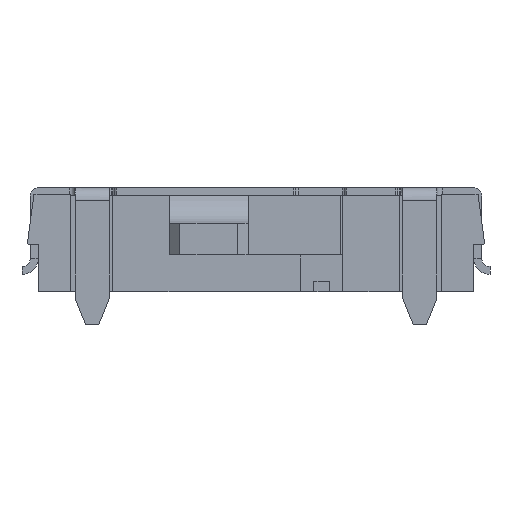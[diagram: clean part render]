
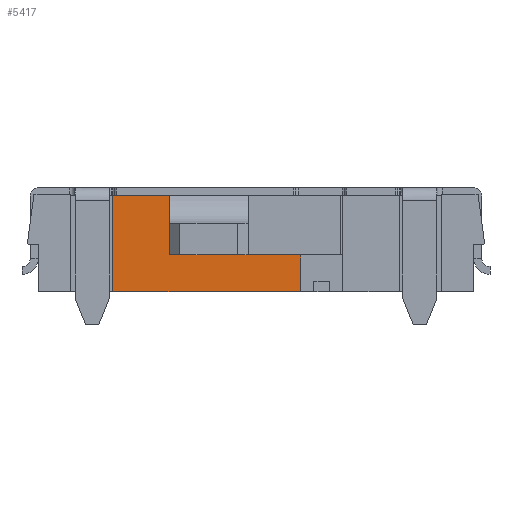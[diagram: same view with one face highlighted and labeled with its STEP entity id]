
A CAD part, front view. The second image highlights one B-rep face of the part: STEP entity #5417.
In plain terms, the highlighted planar face has unit normal (0, -1, 0).
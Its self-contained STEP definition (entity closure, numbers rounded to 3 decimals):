
#2 = LINE ( 'NONE', #12149, #1064 ) ;
#82 = VECTOR ( 'NONE', #7770, 1000. ) ;
#453 = CARTESIAN_POINT ( 'NONE',  ( -2.725, -1.5, 0. ) ) ;
#1064 = VECTOR ( 'NONE', #5206, 1000. ) ;
#1949 = EDGE_CURVE ( 'NONE', #11686, #13857, #7674, .T. ) ;
#2331 = VERTEX_POINT ( 'NONE', #14542 ) ;
#2633 = ORIENTED_EDGE ( 'NONE', *, *, #5591, .T. ) ;
#2672 = DIRECTION ( 'NONE',  ( -1., 0., 0. ) ) ;
#3177 = EDGE_CURVE ( 'NONE', #9558, #13857, #9115, .T. ) ;
#3555 = VECTOR ( 'NONE', #2672, 1000. ) ;
#3588 = EDGE_CURVE ( 'NONE', #17229, #11686, #6985, .T. ) ;
#4430 = PLANE ( 'NONE',  #15919 ) ;
#5068 = DIRECTION ( 'NONE',  ( -1., 0., 0. ) ) ;
#5206 = DIRECTION ( 'NONE',  ( 0., 0., 1. ) ) ;
#5239 = VECTOR ( 'NONE', #12913, 1000. ) ;
#5243 = ORIENTED_EDGE ( 'NONE', *, *, #3588, .T. ) ;
#5244 = DIRECTION ( 'NONE',  ( 0., 0., -1. ) ) ;
#5417 = ADVANCED_FACE ( 'NONE', ( #12355 ), #4430, .T. ) ;
#5591 = EDGE_CURVE ( 'NONE', #2331, #17229, #2, .T. ) ;
#6985 = LINE ( 'NONE', #15099, #3555 ) ;
#7202 = VERTEX_POINT ( 'NONE', #12209 ) ;
#7502 = LINE ( 'NONE', #12753, #5239 ) ;
#7674 = LINE ( 'NONE', #13069, #10630 ) ;
#7770 = DIRECTION ( 'NONE',  ( -1., 0., 0. ) ) ;
#7793 = CARTESIAN_POINT ( 'NONE',  ( 0.85, -1.5, 0. ) ) ;
#7916 = LINE ( 'NONE', #14559, #16028 ) ;
#9099 = ORIENTED_EDGE ( 'NONE', *, *, #1949, .T. ) ;
#9115 = LINE ( 'NONE', #14507, #82 ) ;
#9558 = VERTEX_POINT ( 'NONE', #7793 ) ;
#9705 = CARTESIAN_POINT ( 'NONE',  ( 4.35, -1.5, 1.85 ) ) ;
#9902 = DIRECTION ( 'NONE',  ( 0., 0., -1. ) ) ;
#10317 = CARTESIAN_POINT ( 'NONE',  ( -2.725, -1.5, 1.83 ) ) ;
#10630 = VECTOR ( 'NONE', #5244, 1000. ) ;
#11686 = VERTEX_POINT ( 'NONE', #10317 ) ;
#12149 = CARTESIAN_POINT ( 'NONE',  ( -1.65, -1.5, 1.85 ) ) ;
#12209 = CARTESIAN_POINT ( 'NONE',  ( 0.85, -1.5, 0.7 ) ) ;
#12261 = CARTESIAN_POINT ( 'NONE',  ( -1.65, -1.5, 1.83 ) ) ;
#12355 = FACE_OUTER_BOUND ( 'NONE', #13492, .T. ) ;
#12753 = CARTESIAN_POINT ( 'NONE',  ( 0.85, -1.5, 1.85 ) ) ;
#12913 = DIRECTION ( 'NONE',  ( 0., 0., 1. ) ) ;
#13069 = CARTESIAN_POINT ( 'NONE',  ( -2.725, -1.5, 1.85 ) ) ;
#13492 = EDGE_LOOP ( 'NONE', ( #17194, #15944, #2633, #5243, #9099, #13987 ) ) ;
#13857 = VERTEX_POINT ( 'NONE', #453 ) ;
#13870 = EDGE_CURVE ( 'NONE', #9558, #7202, #7502, .T. ) ;
#13987 = ORIENTED_EDGE ( 'NONE', *, *, #3177, .F. ) ;
#14507 = CARTESIAN_POINT ( 'NONE',  ( 0., -1.5, 0. ) ) ;
#14542 = CARTESIAN_POINT ( 'NONE',  ( -1.65, -1.5, 0.7 ) ) ;
#14559 = CARTESIAN_POINT ( 'NONE',  ( 4.35, -1.5, 0.7 ) ) ;
#15099 = CARTESIAN_POINT ( 'NONE',  ( 0., -1.5, 1.83 ) ) ;
#15121 = DIRECTION ( 'NONE',  ( 0., -1., 0. ) ) ;
#15848 = EDGE_CURVE ( 'NONE', #7202, #2331, #7916, .T. ) ;
#15919 = AXIS2_PLACEMENT_3D ( 'NONE', #9705, #15121, #9902 ) ;
#15944 = ORIENTED_EDGE ( 'NONE', *, *, #15848, .T. ) ;
#16028 = VECTOR ( 'NONE', #5068, 1000. ) ;
#17194 = ORIENTED_EDGE ( 'NONE', *, *, #13870, .T. ) ;
#17229 = VERTEX_POINT ( 'NONE', #12261 ) ;
